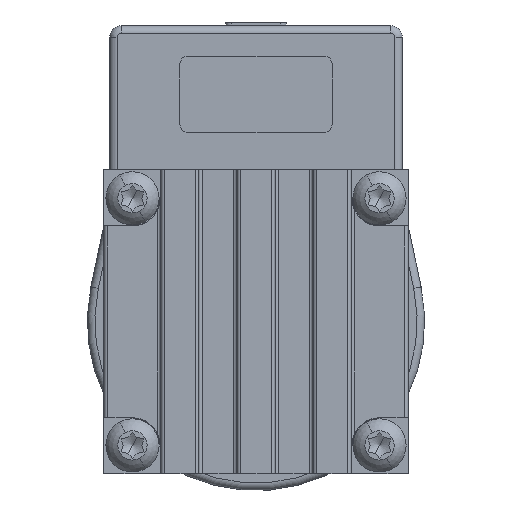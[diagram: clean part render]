
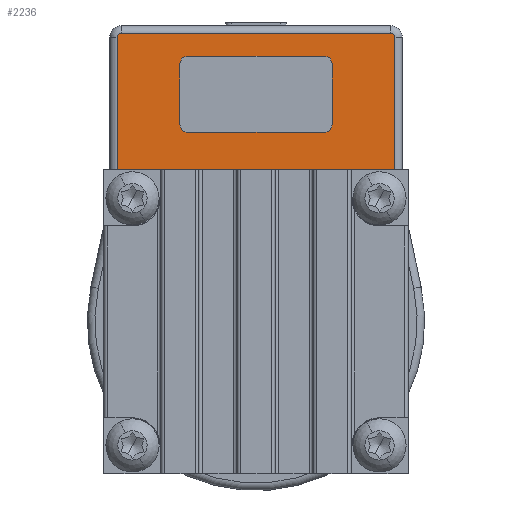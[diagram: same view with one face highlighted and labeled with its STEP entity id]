
A CAD part, front view. The second image highlights one B-rep face of the part: STEP entity #2236.
In plain terms, the highlighted planar face has unit normal (0, -1, 0).
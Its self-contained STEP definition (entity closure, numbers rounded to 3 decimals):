
#2104=AXIS2_PLACEMENT_3D('Plane Axis2P3D',#2101,#2102,#2103) ;
#2117=AXIS2_PLACEMENT_3D('Circle Axis2P3D',#2115,#2116,$) ;
#2131=AXIS2_PLACEMENT_3D('Circle Axis2P3D',#2129,#2130,$) ;
#2145=AXIS2_PLACEMENT_3D('Circle Axis2P3D',#2143,#2144,$) ;
#2213=AXIS2_PLACEMENT_3D('Circle Axis2P3D',#2211,#2212,$) ;
#1834=CARTESIAN_POINT('Vertex',(15.,-28.5,34.5)) ;
#1837=CARTESIAN_POINT('Line Origine',(0.,-28.5,34.5)) ;
#1841=CARTESIAN_POINT('Vertex',(14.,-28.5,34.5)) ;
#2082=CARTESIAN_POINT('Line Origine',(0.,-28.5,34.5)) ;
#2086=CARTESIAN_POINT('Vertex',(0.5,-28.5,34.5)) ;
#2101=CARTESIAN_POINT('Axis2P3D Location',(0.,-28.5,0.)) ;
#2106=CARTESIAN_POINT('Line Origine',(36.5,-28.5,56.7)) ;
#2110=CARTESIAN_POINT('Vertex',(36.5,-28.5,38.5)) ;
#2112=CARTESIAN_POINT('Vertex',(36.5,-28.5,74.9)) ;
#2115=CARTESIAN_POINT('Axis2P3D Location',(35.5,-28.5,74.9)) ;
#2119=CARTESIAN_POINT('Vertex',(35.5,-28.5,75.9)) ;
#2122=CARTESIAN_POINT('Line Origine',(0.,-28.5,75.9)) ;
#2126=CARTESIAN_POINT('Vertex',(-35.5,-28.5,75.9)) ;
#2129=CARTESIAN_POINT('Axis2P3D Location',(-35.5,-28.5,74.9)) ;
#2133=CARTESIAN_POINT('Vertex',(-36.5,-28.5,74.9)) ;
#2136=CARTESIAN_POINT('Line Origine',(-36.5,-28.5,56.7)) ;
#2140=CARTESIAN_POINT('Vertex',(-36.5,-28.5,38.5)) ;
#2143=CARTESIAN_POINT('Axis2P3D Location',(-32.5,-28.5,38.5)) ;
#2147=CARTESIAN_POINT('Vertex',(-32.5,-28.5,34.5)) ;
#2150=CARTESIAN_POINT('Line Origine',(-31.25,-28.5,34.5)) ;
#2154=CARTESIAN_POINT('Vertex',(-30.,-28.5,34.5)) ;
#2157=CARTESIAN_POINT('Line Origine',(-29.5,-28.5,34.5)) ;
#2161=CARTESIAN_POINT('Vertex',(-29.,-28.5,34.5)) ;
#2164=CARTESIAN_POINT('Line Origine',(-22.,-28.5,34.5)) ;
#2168=CARTESIAN_POINT('Vertex',(-15.,-28.5,34.5)) ;
#2171=CARTESIAN_POINT('Line Origine',(-14.5,-28.5,34.5)) ;
#2175=CARTESIAN_POINT('Vertex',(-14.,-28.5,34.5)) ;
#2178=CARTESIAN_POINT('Line Origine',(-7.25,-28.5,34.5)) ;
#2182=CARTESIAN_POINT('Vertex',(-0.5,-28.5,34.5)) ;
#2185=CARTESIAN_POINT('Line Origine',(0.,-28.5,34.5)) ;
#2190=CARTESIAN_POINT('Line Origine',(22.,-28.5,34.5)) ;
#2194=CARTESIAN_POINT('Vertex',(29.,-28.5,34.5)) ;
#2197=CARTESIAN_POINT('Line Origine',(29.5,-28.5,34.5)) ;
#2201=CARTESIAN_POINT('Vertex',(30.,-28.5,34.5)) ;
#2204=CARTESIAN_POINT('Line Origine',(31.25,-28.5,34.5)) ;
#2208=CARTESIAN_POINT('Vertex',(32.5,-28.5,34.5)) ;
#2211=CARTESIAN_POINT('Axis2P3D Location',(32.5,-28.5,38.5)) ;
#1838=DIRECTION('Vector Direction',(-1.,0.,0.)) ;
#2083=DIRECTION('Vector Direction',(-1.,0.,0.)) ;
#2102=DIRECTION('Axis2P3D Direction',(0.,-1.,0.)) ;
#2103=DIRECTION('Axis2P3D XDirection',(1.,0.,0.)) ;
#2107=DIRECTION('Vector Direction',(0.,0.,-1.)) ;
#2116=DIRECTION('Axis2P3D Direction',(0.,-1.,0.)) ;
#2123=DIRECTION('Vector Direction',(-1.,0.,0.)) ;
#2130=DIRECTION('Axis2P3D Direction',(0.,-1.,0.)) ;
#2137=DIRECTION('Vector Direction',(0.,0.,-1.)) ;
#2144=DIRECTION('Axis2P3D Direction',(0.,-1.,0.)) ;
#2151=DIRECTION('Vector Direction',(-1.,0.,0.)) ;
#2158=DIRECTION('Vector Direction',(-1.,0.,0.)) ;
#2165=DIRECTION('Vector Direction',(-1.,0.,0.)) ;
#2172=DIRECTION('Vector Direction',(-1.,0.,0.)) ;
#2179=DIRECTION('Vector Direction',(-1.,0.,0.)) ;
#2186=DIRECTION('Vector Direction',(-1.,0.,0.)) ;
#2191=DIRECTION('Vector Direction',(-1.,0.,0.)) ;
#2198=DIRECTION('Vector Direction',(-1.,0.,0.)) ;
#2205=DIRECTION('Vector Direction',(-1.,0.,0.)) ;
#2212=DIRECTION('Axis2P3D Direction',(0.,-1.,0.)) ;
#1839=VECTOR('Line Direction',#1838,1.) ;
#2084=VECTOR('Line Direction',#2083,1.) ;
#2108=VECTOR('Line Direction',#2107,1.) ;
#2124=VECTOR('Line Direction',#2123,1.) ;
#2138=VECTOR('Line Direction',#2137,1.) ;
#2152=VECTOR('Line Direction',#2151,1.) ;
#2159=VECTOR('Line Direction',#2158,1.) ;
#2166=VECTOR('Line Direction',#2165,1.) ;
#2173=VECTOR('Line Direction',#2172,1.) ;
#2180=VECTOR('Line Direction',#2179,1.) ;
#2187=VECTOR('Line Direction',#2186,1.) ;
#2192=VECTOR('Line Direction',#2191,1.) ;
#2199=VECTOR('Line Direction',#2198,1.) ;
#2206=VECTOR('Line Direction',#2205,1.) ;
#2217=ORIENTED_EDGE('',*,*,#2114,.T.) ;
#2218=ORIENTED_EDGE('',*,*,#2121,.T.) ;
#2219=ORIENTED_EDGE('',*,*,#2128,.T.) ;
#2220=ORIENTED_EDGE('',*,*,#2135,.T.) ;
#2221=ORIENTED_EDGE('',*,*,#2142,.T.) ;
#2222=ORIENTED_EDGE('',*,*,#2149,.T.) ;
#2223=ORIENTED_EDGE('',*,*,#2156,.T.) ;
#2224=ORIENTED_EDGE('',*,*,#2163,.T.) ;
#2225=ORIENTED_EDGE('',*,*,#2170,.T.) ;
#2226=ORIENTED_EDGE('',*,*,#2177,.T.) ;
#2227=ORIENTED_EDGE('',*,*,#2184,.T.) ;
#2228=ORIENTED_EDGE('',*,*,#2189,.T.) ;
#2229=ORIENTED_EDGE('',*,*,#2088,.T.) ;
#2230=ORIENTED_EDGE('',*,*,#1843,.T.) ;
#2231=ORIENTED_EDGE('',*,*,#2196,.T.) ;
#2232=ORIENTED_EDGE('',*,*,#2203,.T.) ;
#2233=ORIENTED_EDGE('',*,*,#2210,.T.) ;
#2234=ORIENTED_EDGE('',*,*,#2215,.T.) ;
#2236=ADVANCED_FACE('RE2779001_1ER_000_06_COPERCHIO CS',(#2235),#2105,.T.) ;
#2118=CIRCLE('generated circle',#2117,1.) ;
#2132=CIRCLE('generated circle',#2131,1.) ;
#2146=CIRCLE('generated circle',#2145,4.) ;
#2214=CIRCLE('generated circle',#2213,4.) ;
#1843=EDGE_CURVE('',#1842,#1835,#1840,.F.) ;
#2088=EDGE_CURVE('',#2087,#1842,#2085,.F.) ;
#2114=EDGE_CURVE('',#2111,#2113,#2109,.F.) ;
#2121=EDGE_CURVE('',#2113,#2120,#2118,.T.) ;
#2128=EDGE_CURVE('',#2120,#2127,#2125,.T.) ;
#2135=EDGE_CURVE('',#2127,#2134,#2132,.T.) ;
#2142=EDGE_CURVE('',#2134,#2141,#2139,.T.) ;
#2149=EDGE_CURVE('',#2141,#2148,#2146,.T.) ;
#2156=EDGE_CURVE('',#2148,#2155,#2153,.F.) ;
#2163=EDGE_CURVE('',#2155,#2162,#2160,.F.) ;
#2170=EDGE_CURVE('',#2162,#2169,#2167,.F.) ;
#2177=EDGE_CURVE('',#2169,#2176,#2174,.F.) ;
#2184=EDGE_CURVE('',#2176,#2183,#2181,.F.) ;
#2189=EDGE_CURVE('',#2183,#2087,#2188,.F.) ;
#2196=EDGE_CURVE('',#1835,#2195,#2193,.F.) ;
#2203=EDGE_CURVE('',#2195,#2202,#2200,.F.) ;
#2210=EDGE_CURVE('',#2202,#2209,#2207,.F.) ;
#2215=EDGE_CURVE('',#2209,#2111,#2214,.T.) ;
#2216=EDGE_LOOP('',(#2217,#2218,#2219,#2220,#2221,#2222,#2223,#2224,#2225,#2226,#2227,#2228,#2229,#2230,#2231,#2232,#2233,#2234)) ;
#2235=FACE_OUTER_BOUND('',#2216,.T.) ;
#1840=LINE('Line',#1837,#1839) ;
#2085=LINE('Line',#2082,#2084) ;
#2109=LINE('Line',#2106,#2108) ;
#2125=LINE('Line',#2122,#2124) ;
#2139=LINE('Line',#2136,#2138) ;
#2153=LINE('Line',#2150,#2152) ;
#2160=LINE('Line',#2157,#2159) ;
#2167=LINE('Line',#2164,#2166) ;
#2174=LINE('Line',#2171,#2173) ;
#2181=LINE('Line',#2178,#2180) ;
#2188=LINE('Line',#2185,#2187) ;
#2193=LINE('Line',#2190,#2192) ;
#2200=LINE('Line',#2197,#2199) ;
#2207=LINE('Line',#2204,#2206) ;
#2105=PLANE('',#2104) ;
#1835=VERTEX_POINT('',#1834) ;
#1842=VERTEX_POINT('',#1841) ;
#2087=VERTEX_POINT('',#2086) ;
#2111=VERTEX_POINT('',#2110) ;
#2113=VERTEX_POINT('',#2112) ;
#2120=VERTEX_POINT('',#2119) ;
#2127=VERTEX_POINT('',#2126) ;
#2134=VERTEX_POINT('',#2133) ;
#2141=VERTEX_POINT('',#2140) ;
#2148=VERTEX_POINT('',#2147) ;
#2155=VERTEX_POINT('',#2154) ;
#2162=VERTEX_POINT('',#2161) ;
#2169=VERTEX_POINT('',#2168) ;
#2176=VERTEX_POINT('',#2175) ;
#2183=VERTEX_POINT('',#2182) ;
#2195=VERTEX_POINT('',#2194) ;
#2202=VERTEX_POINT('',#2201) ;
#2209=VERTEX_POINT('',#2208) ;
